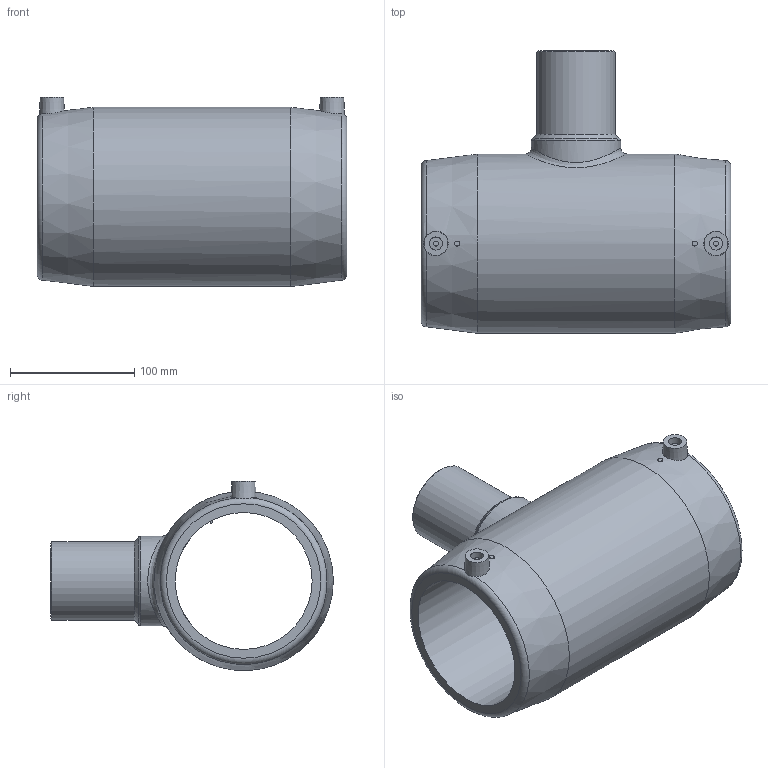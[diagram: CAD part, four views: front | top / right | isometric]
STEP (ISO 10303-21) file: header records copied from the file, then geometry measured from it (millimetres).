
FILE_DESCRIPTION(/* description */ ('Unknown'),/* implementation_level */ '2;1');
FILE_NAME(/* name */ 'TREP110063C',/* time_stamp */ '2020-12-15T17:05:17+01:00',/* author */ ('Unknown'),/* organization */ ('Unknown'),/* preprocessor_version */ 'ST-DEVELOPER v16.7',/* originating_system */ 'Solid Edge',/* authorisation */ 'Unknown');
FILE_SCHEMA (('AUTOMOTIVE_DESIGN {1 0 10303 214 3 1 1}'));
Length unit declared in the file: millimetre
Products named in the file (1): TREP110063C
Bounding box: 249 x 227 x 152 mm (x, y, z)
Volume: 1652394.5 mm3; surface area: 236818.8 mm2
Topology: 1 solids, 1 shells, 37 faces, 85 edges, 57 vertices
Faces by surface type: plane 14, cylinder 11, cone 8, torus 3, bspline 1
Full cylindrical faces by diameter (mm): 4 x4, 10.5 x2, 51.4 x1, 63 x1, 72 x1, 110 x1, 144 x1
Entity records: 1227 total; most frequent: CARTESIAN_POINT 548, DIRECTION 132, ORIENTED_EDGE 94, EDGE_LOOP 70, FACE_BOUND 70, AXIS2_PLACEMENT_3D 61, EDGE_CURVE 47, VERTEX_POINT 41
